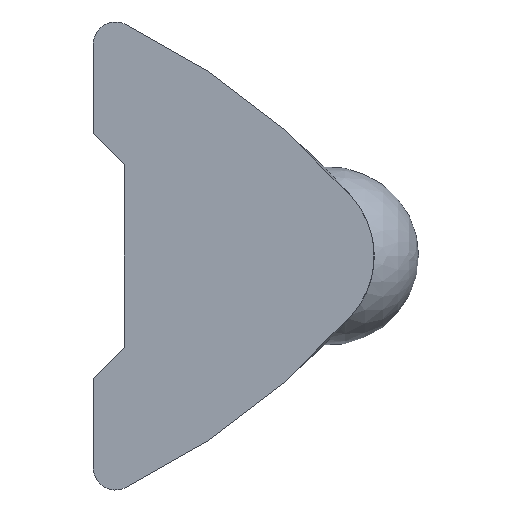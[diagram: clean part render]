
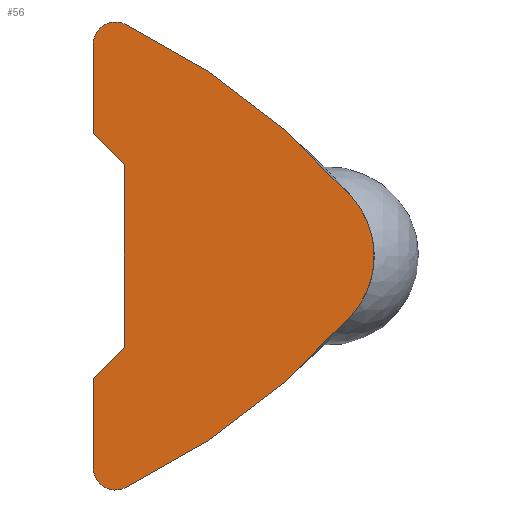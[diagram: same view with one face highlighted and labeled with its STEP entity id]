
A CAD part, left-side view. The second image highlights one B-rep face of the part: STEP entity #56.
In plain terms, the highlighted planar face has unit normal (-1, 0, 0).
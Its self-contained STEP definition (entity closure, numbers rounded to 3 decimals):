
#56 = ADVANCED_FACE( '', ( #117 ), #118, .F. );
#117 = FACE_OUTER_BOUND( '', #181, .T. );
#118 = PLANE( '', #182 );
#181 = EDGE_LOOP( '', ( #288, #289, #290, #291, #292, #293, #294, #295, #296, #297 ) );
#182 = AXIS2_PLACEMENT_3D( '', #298, #299, #300 );
#288 = ORIENTED_EDGE( '', *, *, #429, .F. );
#289 = ORIENTED_EDGE( '', *, *, #415, .F. );
#290 = ORIENTED_EDGE( '', *, *, #430, .F. );
#291 = ORIENTED_EDGE( '', *, *, #431, .F. );
#292 = ORIENTED_EDGE( '', *, *, #432, .F. );
#293 = ORIENTED_EDGE( '', *, *, #433, .F. );
#294 = ORIENTED_EDGE( '', *, *, #434, .F. );
#295 = ORIENTED_EDGE( '', *, *, #435, .F. );
#296 = ORIENTED_EDGE( '', *, *, #408, .F. );
#297 = ORIENTED_EDGE( '', *, *, #412, .F. );
#298 = CARTESIAN_POINT( '', ( 0., 5.8, 4.75 ) );
#299 = DIRECTION( '', ( 1., 0., 0. ) );
#300 = DIRECTION( '', ( 0., 0., -1. ) );
#408 = EDGE_CURVE( '', #490, #492, #493, .T. );
#412 = EDGE_CURVE( '', #497, #490, #498, .T. );
#415 = EDGE_CURVE( '', #501, #502, #503, .T. );
#429 = EDGE_CURVE( '', #502, #497, #523, .T. );
#430 = EDGE_CURVE( '', #524, #501, #525, .T. );
#431 = EDGE_CURVE( '', #526, #524, #527, .T. );
#432 = EDGE_CURVE( '', #528, #526, #529, .T. );
#433 = EDGE_CURVE( '', #530, #528, #531, .T. );
#434 = EDGE_CURVE( '', #532, #530, #533, .T. );
#435 = EDGE_CURVE( '', #492, #532, #534, .T. );
#490 = VERTEX_POINT( '', #667 );
#492 = VERTEX_POINT( '', #670 );
#493 = CIRCLE( '', #671, 16. );
#497 = VERTEX_POINT( '', #677 );
#498 = CIRCLE( '', #678, 0.5 );
#501 = VERTEX_POINT( '', #682 );
#502 = VERTEX_POINT( '', #683 );
#503 = LINE( '', #684, #685 );
#523 = LINE( '', #755, #756 );
#524 = VERTEX_POINT( '', #757 );
#525 = LINE( '', #758, #759 );
#526 = VERTEX_POINT( '', #760 );
#527 = LINE( '', #761, #762 );
#528 = VERTEX_POINT( '', #763 );
#529 = LINE( '', #764, #765 );
#530 = VERTEX_POINT( '', #766 );
#531 = CIRCLE( '', #767, 0.5 );
#532 = VERTEX_POINT( '', #768 );
#533 = CIRCLE( '', #769, 16. );
#534 = CIRCLE( '', #770, 2. );
#667 = CARTESIAN_POINT( '', ( 0., 5.582, 5.2 ) );
#670 = CARTESIAN_POINT( '', ( 0., 0.493, 1.315 ) );
#671 = AXIS2_PLACEMENT_3D( '', #829, #830, #831 );
#677 = CARTESIAN_POINT( '', ( 0., 6.3, 4.75 ) );
#678 = AXIS2_PLACEMENT_3D( '', #834, #835, #836 );
#682 = CARTESIAN_POINT( '', ( 0., 5.6, 2.05 ) );
#683 = CARTESIAN_POINT( '', ( 0., 6.3, 2.75 ) );
#684 = CARTESIAN_POINT( '', ( 0., 5.6, 2.05 ) );
#685 = VECTOR( '', #838, 1000. );
#755 = CARTESIAN_POINT( '', ( 0., 6.3, 2.75 ) );
#756 = VECTOR( '', #843, 1000. );
#757 = CARTESIAN_POINT( '', ( 0., 5.6, -2.05 ) );
#758 = CARTESIAN_POINT( '', ( 0., 5.6, -2.05 ) );
#759 = VECTOR( '', #844, 1000. );
#760 = CARTESIAN_POINT( '', ( 0., 6.3, -2.75 ) );
#761 = CARTESIAN_POINT( '', ( 0., 6.3, -2.75 ) );
#762 = VECTOR( '', #845, 1000. );
#763 = CARTESIAN_POINT( '', ( 0., 6.3, -4.75 ) );
#764 = CARTESIAN_POINT( '', ( 0., 6.3, -4.75 ) );
#765 = VECTOR( '', #846, 1000. );
#766 = CARTESIAN_POINT( '', ( 0., 5.582, -5.2 ) );
#767 = AXIS2_PLACEMENT_3D( '', #847, #848, #849 );
#768 = CARTESIAN_POINT( '', ( 0., 0.493, -1.315 ) );
#769 = AXIS2_PLACEMENT_3D( '', #850, #851, #852 );
#770 = AXIS2_PLACEMENT_3D( '', #853, #854, #855 );
#829 = CARTESIAN_POINT( '', ( 0., 12.55, -9.203 ) );
#830 = DIRECTION( '', ( 1., 0., 0. ) );
#831 = DIRECTION( '', ( 0., 0., -1. ) );
#834 = CARTESIAN_POINT( '', ( 0., 5.8, 4.75 ) );
#835 = DIRECTION( '', ( 1., 0., 0. ) );
#836 = DIRECTION( '', ( 0., 0., -1. ) );
#838 = DIRECTION( '', ( 0., 0.707, 0.707 ) );
#843 = DIRECTION( '', ( 0., 0., 1. ) );
#844 = DIRECTION( '', ( 0., 0., 1. ) );
#845 = DIRECTION( '', ( 0., -0.707, 0.707 ) );
#846 = DIRECTION( '', ( 0., 0., 1. ) );
#847 = CARTESIAN_POINT( '', ( 0., 5.8, -4.75 ) );
#848 = DIRECTION( '', ( 1., 0., 0. ) );
#849 = DIRECTION( '', ( 0., 0., -1. ) );
#850 = CARTESIAN_POINT( '', ( 0., 12.55, 9.203 ) );
#851 = DIRECTION( '', ( 1., 0., 0. ) );
#852 = DIRECTION( '', ( 0., 0., -1. ) );
#853 = CARTESIAN_POINT( '', ( 0., 2., 0. ) );
#854 = DIRECTION( '', ( 1., 0., 0. ) );
#855 = DIRECTION( '', ( 0., 0., -1. ) );
